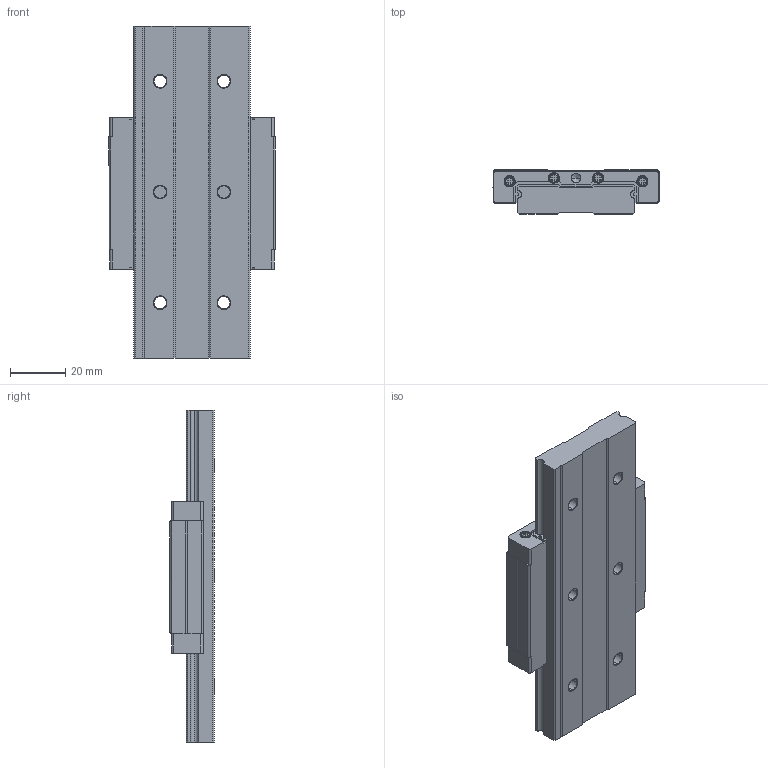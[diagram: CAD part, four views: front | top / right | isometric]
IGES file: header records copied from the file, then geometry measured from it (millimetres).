
Start section: SolidWorks IGES file using analytic representation for surfaces
Global section: file name: C_SMW15N_Assy.IGS; native system: SolidWorks 2023; preprocessor: SolidWorks 2023; author: user; date: 241214.101845; units: millimetre
Bounding box: 60 x 16 x 120 mm (x, y, z)
Surface area: 24697.9 mm2 (no closed solid volume)
Topology: 0 solids, 0 shells, 438 faces, 4338 edges, 4326 vertices
Faces by surface type: bspline 286, revolution 152
